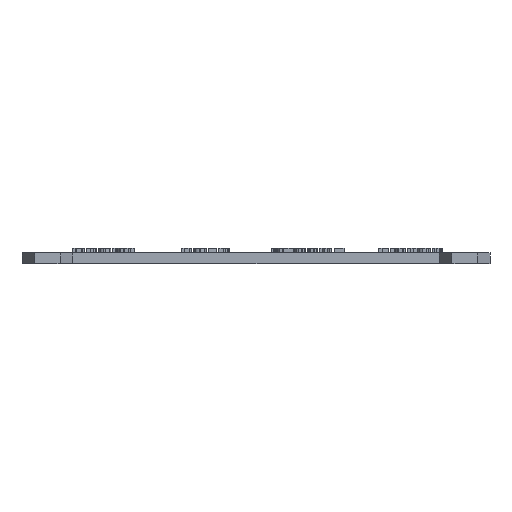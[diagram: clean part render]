
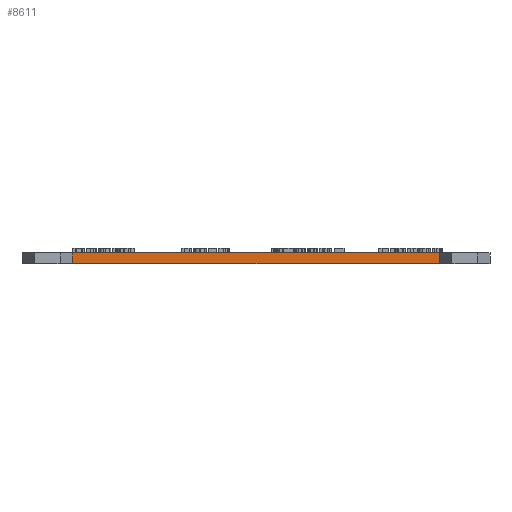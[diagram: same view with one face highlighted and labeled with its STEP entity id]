
A CAD part, front view. The second image highlights one B-rep face of the part: STEP entity #8611.
In plain terms, the highlighted planar face has unit normal (0, -1, 0).
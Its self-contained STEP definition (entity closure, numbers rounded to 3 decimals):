
#928=PLANE('',#8895);
#1381=FACE_OUTER_BOUND('',#1844,.T.);
#1844=EDGE_LOOP('',(#7723,#7724,#7725,#7726));
#2673=LINE('',#16342,#3477);
#2674=LINE('',#16345,#3478);
#2675=LINE('',#16347,#3479);
#2676=LINE('',#16348,#3480);
#3477=VECTOR('',#10191,10.);
#3478=VECTOR('',#10194,10.);
#3479=VECTOR('',#10195,10.);
#3480=VECTOR('',#10196,10.);
#4355=VERTEX_POINT('',#16338);
#4356=VERTEX_POINT('',#16340);
#4357=VERTEX_POINT('',#16344);
#4358=VERTEX_POINT('',#16346);
#5603=EDGE_CURVE('',#4355,#4356,#2673,.T.);
#5604=EDGE_CURVE('',#4355,#4357,#2674,.T.);
#5605=EDGE_CURVE('',#4358,#4356,#2675,.T.);
#5606=EDGE_CURVE('',#4357,#4358,#2676,.T.);
#7723=ORIENTED_EDGE('',*,*,#5604,.F.);
#7724=ORIENTED_EDGE('',*,*,#5603,.T.);
#7725=ORIENTED_EDGE('',*,*,#5605,.F.);
#7726=ORIENTED_EDGE('',*,*,#5606,.F.);
#8611=ADVANCED_FACE('',(#1381),#928,.T.);
#8895=AXIS2_PLACEMENT_3D('',#16343,#10192,#10193);
#10191=DIRECTION('',(0.,0.,1.));
#10192=DIRECTION('center_axis',(0.,-1.,0.));
#10193=DIRECTION('ref_axis',(1.,0.,0.));
#10194=DIRECTION('',(-1.,0.,0.));
#10195=DIRECTION('',(1.,0.,0.));
#10196=DIRECTION('',(0.,0.,1.));
#16338=CARTESIAN_POINT('',(41.726,-55.,40.));
#16340=CARTESIAN_POINT('',(41.726,-55.,42.5));
#16342=CARTESIAN_POINT('',(41.726,-55.,40.));
#16343=CARTESIAN_POINT('Origin',(-41.726,-55.,40.));
#16344=CARTESIAN_POINT('',(-41.726,-55.,40.));
#16345=CARTESIAN_POINT('',(41.726,-55.,40.));
#16346=CARTESIAN_POINT('',(-41.726,-55.,42.5));
#16347=CARTESIAN_POINT('',(41.726,-55.,42.5));
#16348=CARTESIAN_POINT('',(-41.726,-55.,40.));
